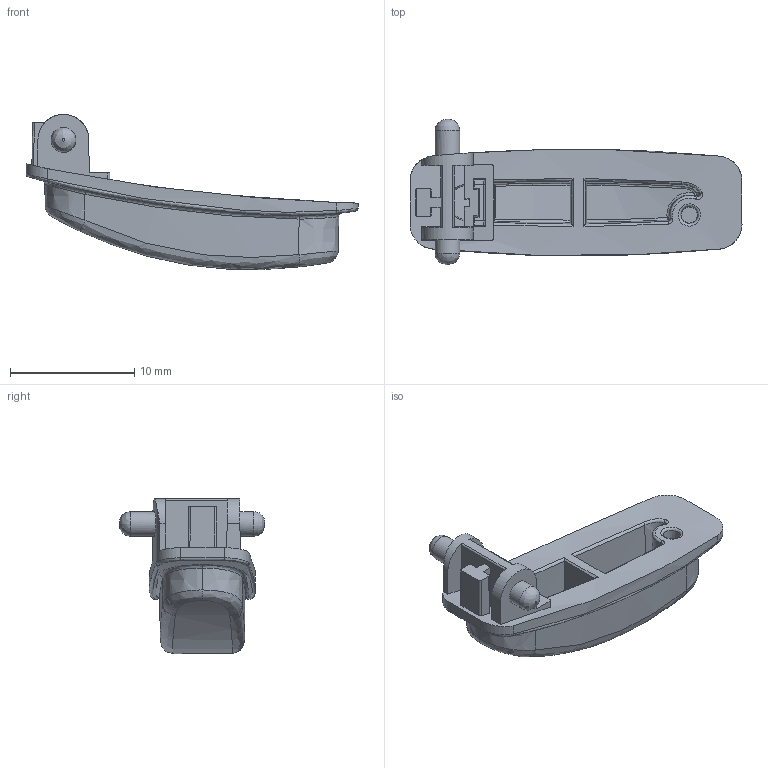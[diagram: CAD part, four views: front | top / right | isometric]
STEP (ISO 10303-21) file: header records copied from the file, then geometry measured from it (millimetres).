
FILE_DESCRIPTION(/* description */ (''),/* implementation_level */ '2;1');
FILE_NAME(/* name */ 'HHL Z Button Mirrored.step',/* time_stamp */ '2023-01-19T15:38:21-08:00',/* author */ (''),/* organization */ (''),/* preprocessor_version */ 'ST-DEVELOPER v19.2',/* originating_system */ 'Autodesk Translation Framework v11.17.0.187',/* authorisation */ '');
FILE_SCHEMA (('AUTOMOTIVE_DESIGN { 1 0 10303 214 3 1 1 }'));
Length unit declared in the file: millimetre
Products named in the file (1): HHL Z Button Mirrored
Bounding box: 26.75 x 11.73 x 12.49 mm (x, y, z)
Volume: 748.1 mm3; surface area: 1097.5 mm2
Topology: 1 solids, 1 shells, 141 faces, 381 edges, 247 vertices
Faces by surface type: bspline 73, plane 41, cylinder 17, cone 8, sphere 2
Full cylindrical faces by diameter (mm): 2 x1
Entity records: 7790 total; most frequent: CARTESIAN_POINT 4892, ORIENTED_EDGE 762, EDGE_CURVE 381, DIRECTION 317, VERTEX_POINT 247, B_SPLINE_CURVE_WITH_KNOTS 239, EDGE_LOOP 146, FACE_OUTER_BOUND 141
